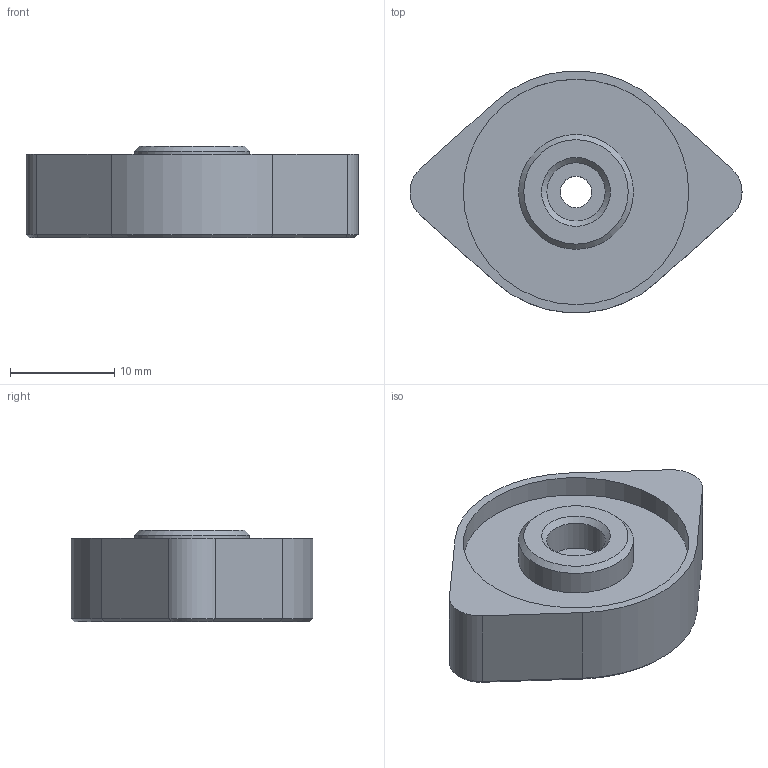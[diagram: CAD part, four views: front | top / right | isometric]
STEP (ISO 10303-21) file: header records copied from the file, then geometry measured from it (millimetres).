
FILE_DESCRIPTION(/* description */ (''),/* implementation_level */ '2;1');
FILE_NAME(/* name */ 'Valve_cam_EZ v2.step',/* time_stamp */ '2020-04-26T09:54:53+02:00',/* author */ (''),/* organization */ (''),/* preprocessor_version */ 'ST-DEVELOPER v18',/* originating_system */ 'Autodesk Translation Framework v8.12.0.6',/* authorisation */ '');
FILE_SCHEMA (('AUTOMOTIVE_DESIGN { 1 0 10303 214 3 1 1 }'));
Length unit declared in the file: millimetre
Products named in the file (1): Valve_cam_EZ
Bounding box: 31.8 x 23.12 x 8.8 mm (x, y, z)
Volume: 3338.9 mm3; surface area: 1941.5 mm2
Topology: 1 solids, 1 shells, 28 faces, 59 edges, 36 vertices
Faces by surface type: plane 13, cylinder 8, cone 7
Full cylindrical faces by diameter (mm): 3 x1, 5.6 x1, 11 x1, 21.6 x1
Entity records: 784 total; most frequent: DIRECTION 141, CARTESIAN_POINT 124, ORIENTED_EDGE 118, EDGE_CURVE 59, AXIS2_PLACEMENT_3D 53, VERTEX_POINT 36, LINE 35, VECTOR 35
